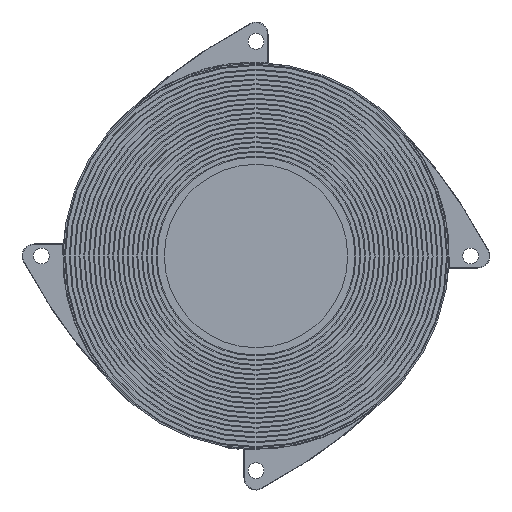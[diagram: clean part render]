
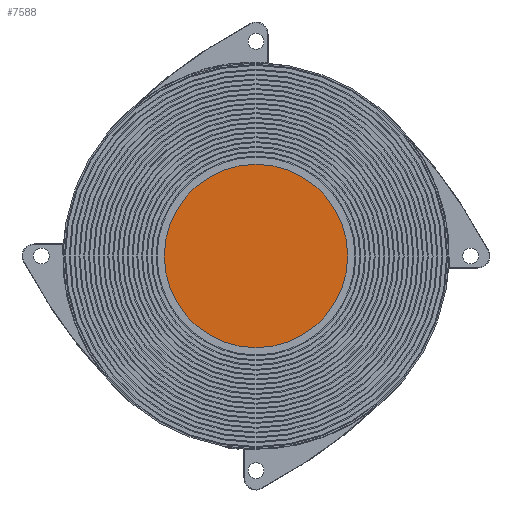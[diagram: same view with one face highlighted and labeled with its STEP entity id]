
A CAD part, front view. The second image highlights one B-rep face of the part: STEP entity #7588.
In plain terms, the highlighted planar face has unit normal (0, -1, 0).
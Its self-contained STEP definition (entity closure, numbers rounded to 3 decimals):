
#45 = EDGE_CURVE ( 'NONE', #11283, #11587, #11005, .T. ) ;
#523 = EDGE_CURVE ( 'NONE', #11587, #11283, #4366, .T. ) ;
#2515 = DIRECTION ( 'NONE',  ( 0., -1., 0. ) ) ;
#2517 = ORIENTED_EDGE ( 'NONE', *, *, #45, .T. ) ;
#2660 = EDGE_LOOP ( 'NONE', ( #2517, #2825 ) ) ;
#2825 = ORIENTED_EDGE ( 'NONE', *, *, #523, .T. ) ;
#2972 = DIRECTION ( 'NONE',  ( 0., 0., -1. ) ) ;
#3287 = CARTESIAN_POINT ( 'NONE',  ( 0., 1., 0. ) ) ;
#3445 = CARTESIAN_POINT ( 'NONE',  ( 0., 1., 19. ) ) ;
#3602 = CARTESIAN_POINT ( 'NONE',  ( 0., 1., -19. ) ) ;
#4366 = CIRCLE ( 'NONE', #4369, 19. ) ;
#4369 = AXIS2_PLACEMENT_3D ( 'NONE', #11651, #11650, #11648 ) ;
#4451 = AXIS2_PLACEMENT_3D ( 'NONE', #5503, #5509, #5512 ) ;
#5502 = FACE_OUTER_BOUND ( 'NONE', #2660, .T. ) ;
#5503 = CARTESIAN_POINT ( 'NONE',  ( 0., 1., 0. ) ) ;
#5507 = PLANE ( 'NONE',  #4451 ) ;
#5509 = DIRECTION ( 'NONE',  ( 0., 1., 0. ) ) ;
#5512 = DIRECTION ( 'NONE',  ( 0., 0., 1. ) ) ;
#7588 = ADVANCED_FACE ( 'NONE', ( #5502 ), #5507, .F. ) ;
#10268 = AXIS2_PLACEMENT_3D ( 'NONE', #3287, #2515, #2972 ) ;
#11005 = CIRCLE ( 'NONE', #10268, 19. ) ;
#11283 = VERTEX_POINT ( 'NONE', #3602 ) ;
#11587 = VERTEX_POINT ( 'NONE', #3445 ) ;
#11648 = DIRECTION ( 'NONE',  ( 0., 0., -1. ) ) ;
#11650 = DIRECTION ( 'NONE',  ( 0., -1., 0. ) ) ;
#11651 = CARTESIAN_POINT ( 'NONE',  ( 0., 1., 0. ) ) ;
